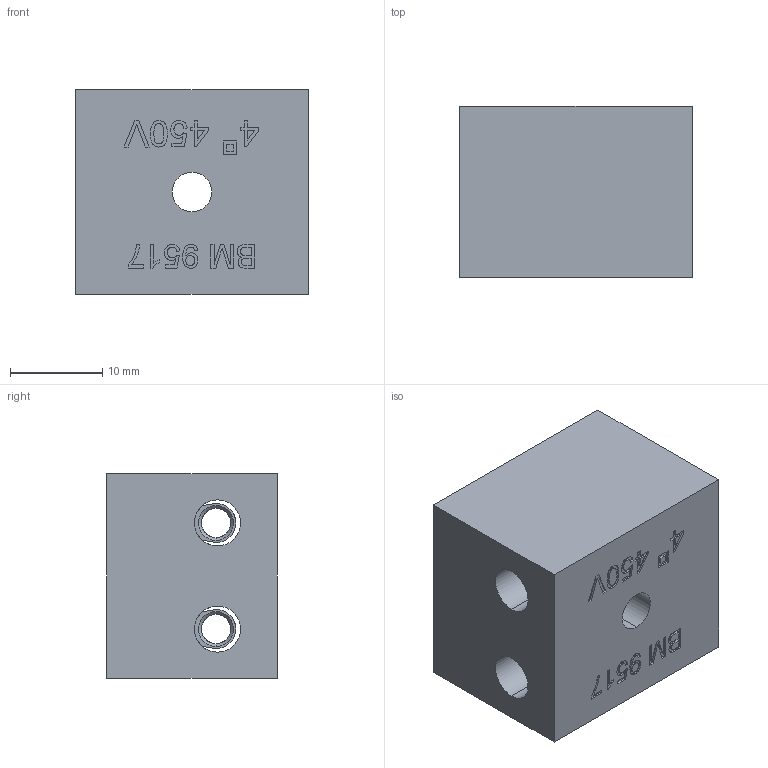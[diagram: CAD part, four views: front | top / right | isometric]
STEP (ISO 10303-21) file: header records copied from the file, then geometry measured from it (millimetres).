
FILE_DESCRIPTION (( 'STEP AP203' ), '1' );
FILE_NAME ('9517.STEP', '2025-09-26T11:24:46', ( '' ), ( '' ), 'SwSTEP 2.0', 'SolidWorks 2022', '' );
FILE_SCHEMA (( 'CONFIG_CONTROL_DESIGN' ));
Length unit declared in the file: millimetre
Products named in the file (4): SABUS9201; 9517; SAINVSTEA9517; SAVMIC36
Assembly tree (7 placements, depth 2):
  9517
    SAINVSTEA9517
    SABUS9201  x2
    SAVMIC36  x4
Bounding box: 25.2 x 18.5 x 22.2 mm (x, y, z)
Volume: 8586.9 mm3; surface area: 5574.5 mm2
Topology: 7 solids, 7 shells, 308 faces, 790 edges, 516 vertices
Faces by surface type: plane 174, bspline 60, cylinder 50, cone 24
Entity records: 11480 total; most frequent: CARTESIAN_POINT 5157, ORIENTED_EDGE 1300, DIRECTION 996, EDGE_CURVE 650, LINE 430, VECTOR 430, VERTEX_POINT 426, EDGE_LOOP 288
